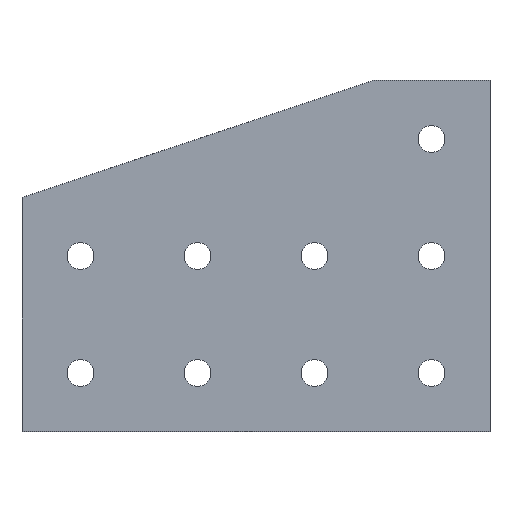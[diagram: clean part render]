
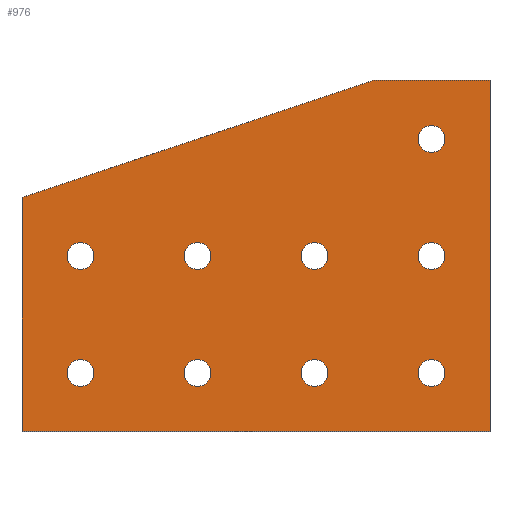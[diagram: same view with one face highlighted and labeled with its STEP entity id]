
A CAD part, top view. The second image highlights one B-rep face of the part: STEP entity #976.
In plain terms, the highlighted planar face has unit normal (0, 0, 1).
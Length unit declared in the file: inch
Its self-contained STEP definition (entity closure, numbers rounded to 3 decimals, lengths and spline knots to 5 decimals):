
#135=CARTESIAN_POINT('',(1.671,1.5,0.25));
#136=VERTEX_POINT('',#135);
#145=CARTESIAN_POINT('',(1.329,1.5,0.25));
#146=VERTEX_POINT('',#145);
#147=CARTESIAN_POINT('',(1.5,1.5,0.25));
#148=DIRECTION('',(0.0,0.0,-1.0));
#149=DIRECTION('',(1.0,0.0,0.0));
#150=AXIS2_PLACEMENT_3D('',#147,#148,#149);
#151=CIRCLE('',#150,0.171);
#152=EDGE_CURVE('',#146,#136,#151,.T.);
#177=CARTESIAN_POINT('',(1.671,0.0,0.25));
#178=VERTEX_POINT('',#177);
#187=CARTESIAN_POINT('',(1.329,0.,0.25));
#188=VERTEX_POINT('',#187);
#189=CARTESIAN_POINT('',(1.5,0.0,0.25));
#190=DIRECTION('',(0.0,0.0,-1.0));
#191=DIRECTION('',(1.0,0.0,0.0));
#192=AXIS2_PLACEMENT_3D('',#189,#190,#191);
#193=CIRCLE('',#192,0.171);
#194=EDGE_CURVE('',#188,#178,#193,.T.);
#219=CARTESIAN_POINT('',(0.171,0.0,0.25));
#220=VERTEX_POINT('',#219);
#229=CARTESIAN_POINT('',(-0.171,0.,0.25));
#230=VERTEX_POINT('',#229);
#231=CARTESIAN_POINT('',(0.0,0.0,0.25));
#232=DIRECTION('',(0.0,0.0,-1.0));
#233=DIRECTION('',(1.0,0.0,0.0));
#234=AXIS2_PLACEMENT_3D('',#231,#232,#233);
#235=CIRCLE('',#234,0.171);
#236=EDGE_CURVE('',#230,#220,#235,.T.);
#261=CARTESIAN_POINT('',(0.171,1.5,0.25));
#262=VERTEX_POINT('',#261);
#271=CARTESIAN_POINT('',(-0.171,1.5,0.25));
#272=VERTEX_POINT('',#271);
#273=CARTESIAN_POINT('',(0.0,1.5,0.25));
#274=DIRECTION('',(0.0,0.0,-1.0));
#275=DIRECTION('',(1.0,0.0,0.0));
#276=AXIS2_PLACEMENT_3D('',#273,#274,#275);
#277=CIRCLE('',#276,0.171);
#278=EDGE_CURVE('',#272,#262,#277,.T.);
#303=CARTESIAN_POINT('',(3.171,0.0,0.25));
#304=VERTEX_POINT('',#303);
#313=CARTESIAN_POINT('',(2.829,0.,0.25));
#314=VERTEX_POINT('',#313);
#315=CARTESIAN_POINT('',(3.0,0.0,0.25));
#316=DIRECTION('',(0.0,0.0,-1.0));
#317=DIRECTION('',(1.0,0.0,0.0));
#318=AXIS2_PLACEMENT_3D('',#315,#316,#317);
#319=CIRCLE('',#318,0.171);
#320=EDGE_CURVE('',#314,#304,#319,.T.);
#345=CARTESIAN_POINT('',(4.671,0.0,0.25));
#346=VERTEX_POINT('',#345);
#355=CARTESIAN_POINT('',(4.329,0.,0.25));
#356=VERTEX_POINT('',#355);
#357=CARTESIAN_POINT('',(4.5,0.0,0.25));
#358=DIRECTION('',(0.0,0.0,-1.0));
#359=DIRECTION('',(1.0,0.0,0.0));
#360=AXIS2_PLACEMENT_3D('',#357,#358,#359);
#361=CIRCLE('',#360,0.171);
#362=EDGE_CURVE('',#356,#346,#361,.T.);
#387=CARTESIAN_POINT('',(3.171,1.5,0.25));
#388=VERTEX_POINT('',#387);
#397=CARTESIAN_POINT('',(2.829,1.5,0.25));
#398=VERTEX_POINT('',#397);
#399=CARTESIAN_POINT('',(3.0,1.5,0.25));
#400=DIRECTION('',(0.0,0.0,-1.0));
#401=DIRECTION('',(1.0,0.0,0.0));
#402=AXIS2_PLACEMENT_3D('',#399,#400,#401);
#403=CIRCLE('',#402,0.171);
#404=EDGE_CURVE('',#398,#388,#403,.T.);
#429=CARTESIAN_POINT('',(4.671,1.5,0.25));
#430=VERTEX_POINT('',#429);
#439=CARTESIAN_POINT('',(4.329,1.5,0.25));
#440=VERTEX_POINT('',#439);
#441=CARTESIAN_POINT('',(4.5,1.5,0.25));
#442=DIRECTION('',(0.0,0.0,-1.0));
#443=DIRECTION('',(1.0,0.0,0.0));
#444=AXIS2_PLACEMENT_3D('',#441,#442,#443);
#445=CIRCLE('',#444,0.171);
#446=EDGE_CURVE('',#440,#430,#445,.T.);
#471=CARTESIAN_POINT('',(4.671,3.0,0.25));
#472=VERTEX_POINT('',#471);
#481=CARTESIAN_POINT('',(4.329,3.0,0.25));
#482=VERTEX_POINT('',#481);
#483=CARTESIAN_POINT('',(4.5,3.0,0.25));
#484=DIRECTION('',(0.0,0.0,-1.0));
#485=DIRECTION('',(1.0,0.0,0.0));
#486=AXIS2_PLACEMENT_3D('',#483,#484,#485);
#487=CIRCLE('',#486,0.171);
#488=EDGE_CURVE('',#482,#472,#487,.T.);
#522=CARTESIAN_POINT('',(4.5,3.0,0.25));
#523=DIRECTION('',(0.0,0.0,-1.0));
#524=DIRECTION('',(1.0,0.0,0.0));
#525=AXIS2_PLACEMENT_3D('',#522,#523,#524);
#526=CIRCLE('',#525,0.171);
#527=EDGE_CURVE('',#472,#482,#526,.T.);
#546=CARTESIAN_POINT('',(4.5,1.5,0.25));
#547=DIRECTION('',(0.0,0.0,-1.0));
#548=DIRECTION('',(1.0,0.0,0.0));
#549=AXIS2_PLACEMENT_3D('',#546,#547,#548);
#550=CIRCLE('',#549,0.171);
#551=EDGE_CURVE('',#430,#440,#550,.T.);
#570=CARTESIAN_POINT('',(3.0,1.5,0.25));
#571=DIRECTION('',(0.0,0.0,-1.0));
#572=DIRECTION('',(1.0,0.0,0.0));
#573=AXIS2_PLACEMENT_3D('',#570,#571,#572);
#574=CIRCLE('',#573,0.171);
#575=EDGE_CURVE('',#388,#398,#574,.T.);
#594=CARTESIAN_POINT('',(4.5,0.0,0.25));
#595=DIRECTION('',(0.0,0.0,-1.0));
#596=DIRECTION('',(1.0,0.0,0.0));
#597=AXIS2_PLACEMENT_3D('',#594,#595,#596);
#598=CIRCLE('',#597,0.171);
#599=EDGE_CURVE('',#346,#356,#598,.T.);
#618=CARTESIAN_POINT('',(3.0,0.0,0.25));
#619=DIRECTION('',(0.0,0.0,-1.0));
#620=DIRECTION('',(1.0,0.0,0.0));
#621=AXIS2_PLACEMENT_3D('',#618,#619,#620);
#622=CIRCLE('',#621,0.171);
#623=EDGE_CURVE('',#304,#314,#622,.T.);
#642=CARTESIAN_POINT('',(0.0,1.5,0.25));
#643=DIRECTION('',(0.0,0.0,-1.0));
#644=DIRECTION('',(1.0,0.0,0.0));
#645=AXIS2_PLACEMENT_3D('',#642,#643,#644);
#646=CIRCLE('',#645,0.171);
#647=EDGE_CURVE('',#262,#272,#646,.T.);
#666=CARTESIAN_POINT('',(0.0,0.0,0.25));
#667=DIRECTION('',(0.0,0.0,-1.0));
#668=DIRECTION('',(1.0,0.0,0.0));
#669=AXIS2_PLACEMENT_3D('',#666,#667,#668);
#670=CIRCLE('',#669,0.171);
#671=EDGE_CURVE('',#220,#230,#670,.T.);
#690=CARTESIAN_POINT('',(1.5,0.0,0.25));
#691=DIRECTION('',(0.0,0.0,-1.0));
#692=DIRECTION('',(1.0,0.0,0.0));
#693=AXIS2_PLACEMENT_3D('',#690,#691,#692);
#694=CIRCLE('',#693,0.171);
#695=EDGE_CURVE('',#178,#188,#694,.T.);
#714=CARTESIAN_POINT('',(1.5,1.5,0.25));
#715=DIRECTION('',(0.0,0.0,-1.0));
#716=DIRECTION('',(1.0,0.0,0.0));
#717=AXIS2_PLACEMENT_3D('',#714,#715,#716);
#718=CIRCLE('',#717,0.171);
#719=EDGE_CURVE('',#136,#146,#718,.T.);
#729=CARTESIAN_POINT('',(-0.75,-0.75,0.25));
#730=VERTEX_POINT('',#729);
#731=CARTESIAN_POINT('',(-0.75,2.25,0.25));
#732=VERTEX_POINT('',#731);
#733=CARTESIAN_POINT('',(-0.75,-0.75,0.25));
#734=DIRECTION('',(0.0,1.0,0.0));
#735=VECTOR('',#734,3.0);
#736=LINE('',#733,#735);
#737=EDGE_CURVE('',#730,#732,#736,.T.);
#769=CARTESIAN_POINT('',(3.75,3.75,0.25));
#770=VERTEX_POINT('',#769);
#771=CARTESIAN_POINT('',(-0.75,2.25,0.25));
#772=DIRECTION('',(0.949,0.316,0.0));
#773=VECTOR('',#772,4.74342);
#774=LINE('',#771,#773);
#775=EDGE_CURVE('',#732,#770,#774,.T.);
#800=CARTESIAN_POINT('',(5.25,3.75,0.25));
#801=VERTEX_POINT('',#800);
#802=CARTESIAN_POINT('',(3.75,3.75,0.25));
#803=DIRECTION('',(1.0,0.0,0.0));
#804=VECTOR('',#803,1.5);
#805=LINE('',#802,#804);
#806=EDGE_CURVE('',#770,#801,#805,.T.);
#831=CARTESIAN_POINT('',(5.25,-0.75,0.25));
#832=VERTEX_POINT('',#831);
#833=CARTESIAN_POINT('',(5.25,3.75,0.25));
#834=DIRECTION('',(0.0,-1.0,0.0));
#835=VECTOR('',#834,4.5);
#836=LINE('',#833,#835);
#837=EDGE_CURVE('',#801,#832,#836,.T.);
#862=CARTESIAN_POINT('',(5.25,-0.75,0.25));
#863=DIRECTION('',(-1.0,0.0,0.0));
#864=VECTOR('',#863,6.0);
#865=LINE('',#862,#864);
#866=EDGE_CURVE('',#832,#730,#865,.T.);
#928=CARTESIAN_POINT('',(-0.75,-0.75,0.25));
#929=DIRECTION('',(0.0,0.0,-1.0));
#930=DIRECTION('',(-1.0,0.0,0.0));
#931=AXIS2_PLACEMENT_3D('',#928,#929,#930);
#932=PLANE('',#931);
#933=ORIENTED_EDGE('',*,*,#737,.F.);
#934=ORIENTED_EDGE('',*,*,#866,.F.);
#935=ORIENTED_EDGE('',*,*,#837,.F.);
#936=ORIENTED_EDGE('',*,*,#806,.F.);
#937=ORIENTED_EDGE('',*,*,#775,.F.);
#938=EDGE_LOOP('',(#933,#934,#935,#936,#937));
#939=FACE_OUTER_BOUND('',#938,.T.);
#940=ORIENTED_EDGE('',*,*,#527,.T.);
#941=ORIENTED_EDGE('',*,*,#488,.T.);
#942=EDGE_LOOP('',(#940,#941));
#943=FACE_BOUND('',#942,.T.);
#944=ORIENTED_EDGE('',*,*,#551,.T.);
#945=ORIENTED_EDGE('',*,*,#446,.T.);
#946=EDGE_LOOP('',(#944,#945));
#947=FACE_BOUND('',#946,.T.);
#948=ORIENTED_EDGE('',*,*,#575,.T.);
#949=ORIENTED_EDGE('',*,*,#404,.T.);
#950=EDGE_LOOP('',(#948,#949));
#951=FACE_BOUND('',#950,.T.);
#952=ORIENTED_EDGE('',*,*,#599,.T.);
#953=ORIENTED_EDGE('',*,*,#362,.T.);
#954=EDGE_LOOP('',(#952,#953));
#955=FACE_BOUND('',#954,.T.);
#956=ORIENTED_EDGE('',*,*,#623,.T.);
#957=ORIENTED_EDGE('',*,*,#320,.T.);
#958=EDGE_LOOP('',(#956,#957));
#959=FACE_BOUND('',#958,.T.);
#960=ORIENTED_EDGE('',*,*,#647,.T.);
#961=ORIENTED_EDGE('',*,*,#278,.T.);
#962=EDGE_LOOP('',(#960,#961));
#963=FACE_BOUND('',#962,.T.);
#964=ORIENTED_EDGE('',*,*,#671,.T.);
#965=ORIENTED_EDGE('',*,*,#236,.T.);
#966=EDGE_LOOP('',(#964,#965));
#967=FACE_BOUND('',#966,.T.);
#968=ORIENTED_EDGE('',*,*,#695,.T.);
#969=ORIENTED_EDGE('',*,*,#194,.T.);
#970=EDGE_LOOP('',(#968,#969));
#971=FACE_BOUND('',#970,.T.);
#972=ORIENTED_EDGE('',*,*,#719,.T.);
#973=ORIENTED_EDGE('',*,*,#152,.T.);
#974=EDGE_LOOP('',(#972,#973));
#975=FACE_BOUND('',#974,.T.);
#976=ADVANCED_FACE('',(#939,#943,#947,#951,#955,#959,#963,#967,#971,#975),#932,.F.);
